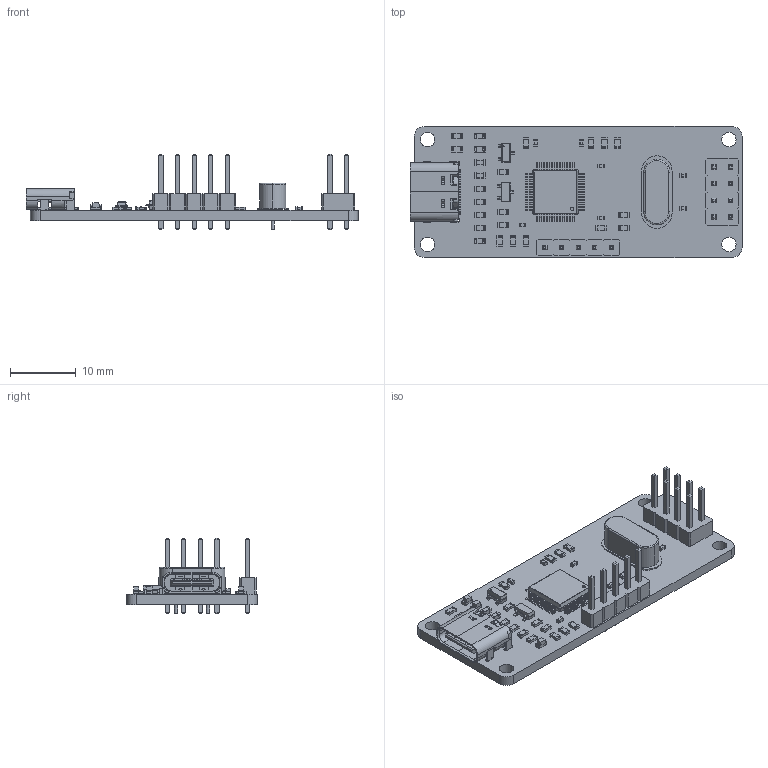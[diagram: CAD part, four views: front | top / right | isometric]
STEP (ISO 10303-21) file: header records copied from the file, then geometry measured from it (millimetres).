
FILE_DESCRIPTION(('KiCad electronic assembly'),'2;1');
FILE_NAME('ST-LINK-V2_1.step','2024-10-29T03:42:29',('Pcbnew'),('Kicad') ,'Open CASCADE STEP processor 7.8','KiCad to STEP converter','Unknown' );
FILE_SCHEMA(('AUTOMOTIVE_DESIGN { 1 0 10303 214 1 1 1 1 }'));
Length unit declared in the file: millimetre
Products named in the file (26): ST-LINK-V2_1 1; SOT-23; SOT_23; Fuse_0603_1608Metric; C_0402_1005Metric; C_0603_1608Metric; R_0603_1608Metric; PinHeader_2x04_P2.54mm_Vertical; PinHeader_2x04_P254mm_Vertical; Crystal_HC49-4H_Vertical; PinHeader_1x05_P2.54mm_Vertical; PinHeader_1x05_P254mm_Vertical; LED_0603_1608Metric; LQFP-48_7x7mm_P0.5mm; LQFP_48_7x7mm_P05mm; USB_C_Receptacle_GCT_USB4105-xx-A_16P_TopMnt_Horizontal; USB_C_Receptacle_16P_TopMnt_Horizontal_GCT_USB4105-xx-A; AP7333-33SAG-7; ASSEMBLY; ST-LINK-V2_1_PCB
Assembly tree (51 placements, depth 3):
  ST-LINK-V2_1 1
    SOT-23
      SOT_23
    Fuse_0603_1608Metric
      Fuse_0603_1608Metric
    C_0402_1005Metric  x7
      C_0402_1005Metric
    C_0603_1608Metric  x3
      C_0603_1608Metric
    R_0603_1608Metric  x17
      R_0603_1608Metric
    PinHeader_2x04_P2.54mm_Vertical
      PinHeader_2x04_P254mm_Vertical
    Crystal_HC49-4H_Vertical
      Crystal_HC49-4H_Vertical
    PinHeader_1x05_P2.54mm_Vertical
      PinHeader_1x05_P254mm_Vertical
    LED_0603_1608Metric  x3
      LED_0603_1608Metric
    LQFP-48_7x7mm_P0.5mm
      LQFP_48_7x7mm_P05mm
    USB_C_Receptacle_GCT_USB4105-xx-A_16P_TopMnt_Horizontal
      USB_C_Receptacle_16P_TopMnt_Horizontal_GCT_USB4105-xx-A
    AP7333-33SAG-7
      ASSEMBLY
    ST-LINK-V2_1_PCB
Bounding box: 50.67 x 20 x 11.54 mm (x, y, z)
Volume: 2167.5 mm3; surface area: 4016.6 mm2
Topology: 77 solids, 77 shells, 2816 faces, 7217 edges, 4600 vertices
Faces by surface type: plane 2001, cylinder 696, bspline 107, cone 8, torus 4
Full cylindrical faces by diameter (mm): 0.163 x1, 0.5 x5, 0.65 x2, 0.8 x2, 1 x13, 2.2 x4
Entity records: 79148 total; most frequent: CARTESIAN_POINT 14176, ORIENTED_EDGE 10574, DIRECTION 10149, EDGE_CURVE 5287, LINE 4267, VECTOR 4267, VERTEX_POINT 3340, AXIS2_PLACEMENT_3D 2941
